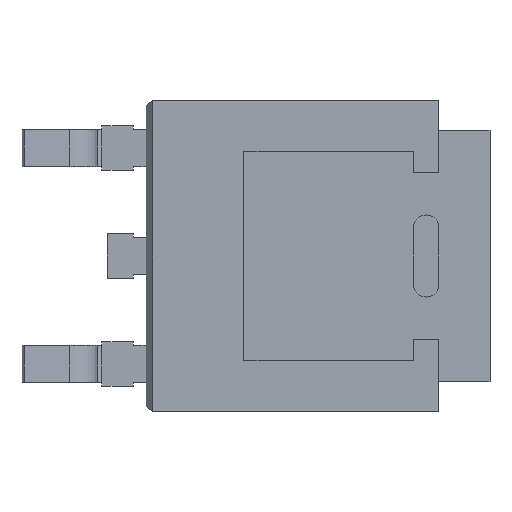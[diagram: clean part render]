
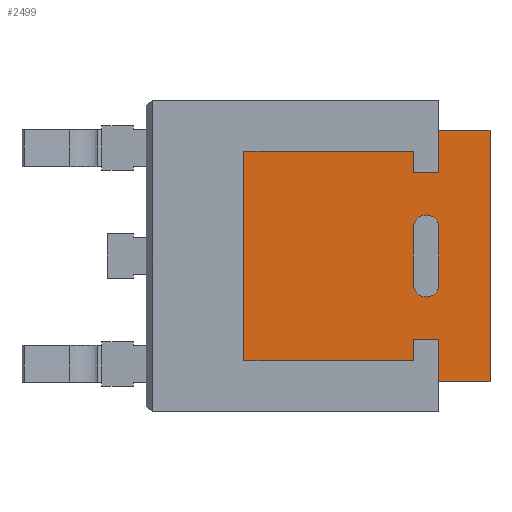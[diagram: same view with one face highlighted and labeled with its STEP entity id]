
A CAD part, front view. The second image highlights one B-rep face of the part: STEP entity #2499.
In plain terms, the highlighted planar face has unit normal (0, -1, 0).
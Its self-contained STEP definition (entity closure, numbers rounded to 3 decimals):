
#45 = VERTEX_POINT ( 'NONE', #2059 ) ;
#47 = CARTESIAN_POINT ( 'NONE',  ( 3.335, 0., -2.22 ) ) ;
#75 = ORIENTED_EDGE ( 'NONE', *, *, #639, .F. ) ;
#82 = CARTESIAN_POINT ( 'NONE',  ( 3.875, 0., 1.775 ) ) ;
#101 = CARTESIAN_POINT ( 'NONE',  ( 3.335, 0., 1.775 ) ) ;
#124 = AXIS2_PLACEMENT_3D ( 'NONE', #2423, #2840, #1044 ) ;
#142 = CARTESIAN_POINT ( 'NONE',  ( 3.875, 0., 2.665 ) ) ;
#207 = EDGE_LOOP ( 'NONE', ( #2548, #561, #1827, #1585, #2598 ) ) ;
#209 = LINE ( 'NONE', #2951, #535 ) ;
#234 = VERTEX_POINT ( 'NONE', #82 ) ;
#286 = EDGE_CURVE ( 'NONE', #45, #2209, #209, .T. ) ;
#288 = ORIENTED_EDGE ( 'NONE', *, *, #1285, .F. ) ;
#318 = VERTEX_POINT ( 'NONE', #1800 ) ;
#342 = PLANE ( 'NONE',  #124 ) ;
#364 = CARTESIAN_POINT ( 'NONE',  ( 4.955, 0., 2.665 ) ) ;
#380 = DIRECTION ( 'NONE',  ( 1., 0., 0. ) ) ;
#387 = ORIENTED_EDGE ( 'NONE', *, *, #1206, .F. ) ;
#393 = CARTESIAN_POINT ( 'NONE',  ( 3.875, 0., -1.775 ) ) ;
#426 = CIRCLE ( 'NONE', #2101, 0.27 ) ;
#445 = CARTESIAN_POINT ( 'NONE',  ( 3.875, 0., -0.6 ) ) ;
#466 = CIRCLE ( 'NONE', #838, 0.27 ) ;
#483 = CARTESIAN_POINT ( 'NONE',  ( 3.605, 0., 0.6 ) ) ;
#535 = VECTOR ( 'NONE', #2012, 1000. ) ;
#561 = ORIENTED_EDGE ( 'NONE', *, *, #2036, .T. ) ;
#585 = VECTOR ( 'NONE', #2860, 1000. ) ;
#598 = LINE ( 'NONE', #364, #657 ) ;
#636 = DIRECTION ( 'NONE',  ( -1., 0., 0. ) ) ;
#639 = EDGE_CURVE ( 'NONE', #1722, #1060, #2215, .T. ) ;
#646 = VECTOR ( 'NONE', #1847, 1000. ) ;
#657 = VECTOR ( 'NONE', #2446, 1000. ) ;
#674 = VERTEX_POINT ( 'NONE', #1111 ) ;
#676 = LINE ( 'NONE', #2500, #1512 ) ;
#679 = VECTOR ( 'NONE', #1004, 1000. ) ;
#695 = ORIENTED_EDGE ( 'NONE', *, *, #1190, .F. ) ;
#725 = EDGE_CURVE ( 'NONE', #2209, #318, #676, .T. ) ;
#782 = FACE_BOUND ( 'NONE', #207, .T. ) ;
#788 = VERTEX_POINT ( 'NONE', #2811 ) ;
#811 = EDGE_CURVE ( 'NONE', #2299, #2695, #1539, .T. ) ;
#838 = AXIS2_PLACEMENT_3D ( 'NONE', #2056, #1193, #1637 ) ;
#872 = LINE ( 'NONE', #142, #899 ) ;
#889 = DIRECTION ( 'NONE',  ( 0., 1., 0. ) ) ;
#899 = VECTOR ( 'NONE', #1058, 1000. ) ;
#931 = CARTESIAN_POINT ( 'NONE',  ( 3.875, 0., -0.6 ) ) ;
#942 = LINE ( 'NONE', #101, #646 ) ;
#955 = VECTOR ( 'NONE', #1944, 1000. ) ;
#959 = VECTOR ( 'NONE', #2013, 1000. ) ;
#965 = LINE ( 'NONE', #2343, #679 ) ;
#983 = VERTEX_POINT ( 'NONE', #2902 ) ;
#1004 = DIRECTION ( 'NONE',  ( -1., 0., 0. ) ) ;
#1008 = VERTEX_POINT ( 'NONE', #445 ) ;
#1026 = CARTESIAN_POINT ( 'NONE',  ( 3.335, 0., -1.775 ) ) ;
#1044 = DIRECTION ( 'NONE',  ( 0., 0., 1. ) ) ;
#1058 = DIRECTION ( 'NONE',  ( 0., 0., 1. ) ) ;
#1060 = VERTEX_POINT ( 'NONE', #2430 ) ;
#1085 = DIRECTION ( 'NONE',  ( 0., 1., 0. ) ) ;
#1111 = CARTESIAN_POINT ( 'NONE',  ( 3.605, 0., -0.87 ) ) ;
#1117 = DIRECTION ( 'NONE',  ( 0., 0., 1. ) ) ;
#1135 = LINE ( 'NONE', #2041, #959 ) ;
#1137 = CIRCLE ( 'NONE', #1510, 0.27 ) ;
#1142 = ORIENTED_EDGE ( 'NONE', *, *, #1828, .F. ) ;
#1152 = VERTEX_POINT ( 'NONE', #1259 ) ;
#1153 = VERTEX_POINT ( 'NONE', #2185 ) ;
#1170 = LINE ( 'NONE', #1640, #1742 ) ;
#1190 = EDGE_CURVE ( 'NONE', #788, #234, #2648, .T. ) ;
#1193 = DIRECTION ( 'NONE',  ( 0., 1., 0. ) ) ;
#1206 = EDGE_CURVE ( 'NONE', #1152, #2606, #598, .T. ) ;
#1234 = VECTOR ( 'NONE', #380, 1000. ) ;
#1235 = EDGE_CURVE ( 'NONE', #1008, #674, #426, .T. ) ;
#1238 = LINE ( 'NONE', #1026, #1351 ) ;
#1259 = CARTESIAN_POINT ( 'NONE',  ( 4.955, 0., 2.665 ) ) ;
#1263 = ORIENTED_EDGE ( 'NONE', *, *, #725, .F. ) ;
#1285 = EDGE_CURVE ( 'NONE', #2606, #45, #1318, .T. ) ;
#1302 = CARTESIAN_POINT ( 'NONE',  ( -0.255, 0., -2.22 ) ) ;
#1317 = VERTEX_POINT ( 'NONE', #1302 ) ;
#1318 = LINE ( 'NONE', #2005, #955 ) ;
#1343 = VERTEX_POINT ( 'NONE', #47 ) ;
#1351 = VECTOR ( 'NONE', #2153, 1000. ) ;
#1362 = DIRECTION ( 'NONE',  ( 0., 0., 1. ) ) ;
#1437 = DIRECTION ( 'NONE',  ( 0., 0., 1. ) ) ;
#1510 = AXIS2_PLACEMENT_3D ( 'NONE', #483, #889, #1362 ) ;
#1512 = VECTOR ( 'NONE', #636, 1000. ) ;
#1539 = LINE ( 'NONE', #2238, #1859 ) ;
#1544 = EDGE_CURVE ( 'NONE', #1317, #1722, #1170, .T. ) ;
#1585 = ORIENTED_EDGE ( 'NONE', *, *, #2276, .T. ) ;
#1594 = DIRECTION ( 'NONE',  ( 0., 0., 1. ) ) ;
#1637 = DIRECTION ( 'NONE',  ( 0., 0., 1. ) ) ;
#1640 = CARTESIAN_POINT ( 'NONE',  ( -0.255, 0., -2.22 ) ) ;
#1647 = LINE ( 'NONE', #931, #2516 ) ;
#1695 = ORIENTED_EDGE ( 'NONE', *, *, #1544, .F. ) ;
#1722 = VERTEX_POINT ( 'NONE', #2592 ) ;
#1742 = VECTOR ( 'NONE', #1437, 1000. ) ;
#1800 = CARTESIAN_POINT ( 'NONE',  ( 3.335, 0., -1.775 ) ) ;
#1810 = ORIENTED_EDGE ( 'NONE', *, *, #2160, .F. ) ;
#1827 = ORIENTED_EDGE ( 'NONE', *, *, #811, .T. ) ;
#1828 = EDGE_CURVE ( 'NONE', #1153, #1152, #1135, .T. ) ;
#1842 = ORIENTED_EDGE ( 'NONE', *, *, #2961, .F. ) ;
#1847 = DIRECTION ( 'NONE',  ( 0., 0., -1. ) ) ;
#1859 = VECTOR ( 'NONE', #1117, 1000. ) ;
#1929 = CARTESIAN_POINT ( 'NONE',  ( 4.955, 0., -2.665 ) ) ;
#1944 = DIRECTION ( 'NONE',  ( -1., 0., 0. ) ) ;
#1991 = EDGE_CURVE ( 'NONE', #1060, #788, #942, .T. ) ;
#2005 = CARTESIAN_POINT ( 'NONE',  ( 4.955, 0., -2.665 ) ) ;
#2012 = DIRECTION ( 'NONE',  ( 0., 0., 1. ) ) ;
#2013 = DIRECTION ( 'NONE',  ( 1., 0., 0. ) ) ;
#2020 = CARTESIAN_POINT ( 'NONE',  ( 3.335, 0., 0.6 ) ) ;
#2036 = EDGE_CURVE ( 'NONE', #674, #2299, #466, .T. ) ;
#2041 = CARTESIAN_POINT ( 'NONE',  ( 4.955, 0., 2.665 ) ) ;
#2056 = CARTESIAN_POINT ( 'NONE',  ( 3.605, 0., -0.6 ) ) ;
#2059 = CARTESIAN_POINT ( 'NONE',  ( 3.875, 0., -2.665 ) ) ;
#2077 = EDGE_CURVE ( 'NONE', #983, #1008, #1647, .T. ) ;
#2101 = AXIS2_PLACEMENT_3D ( 'NONE', #2257, #1085, #1594 ) ;
#2153 = DIRECTION ( 'NONE',  ( 0., 0., -1. ) ) ;
#2160 = EDGE_CURVE ( 'NONE', #234, #1153, #872, .T. ) ;
#2185 = CARTESIAN_POINT ( 'NONE',  ( 3.875, 0., 2.665 ) ) ;
#2209 = VERTEX_POINT ( 'NONE', #393 ) ;
#2215 = LINE ( 'NONE', #2230, #585 ) ;
#2230 = CARTESIAN_POINT ( 'NONE',  ( 3.335, 0., 2.22 ) ) ;
#2238 = CARTESIAN_POINT ( 'NONE',  ( 3.335, 0., -0.6 ) ) ;
#2248 = CARTESIAN_POINT ( 'NONE',  ( 3.335, 0., -0.6 ) ) ;
#2257 = CARTESIAN_POINT ( 'NONE',  ( 3.605, 0., -0.6 ) ) ;
#2276 = EDGE_CURVE ( 'NONE', #2695, #983, #1137, .T. ) ;
#2299 = VERTEX_POINT ( 'NONE', #2248 ) ;
#2343 = CARTESIAN_POINT ( 'NONE',  ( 3.335, 0., -2.22 ) ) ;
#2405 = CARTESIAN_POINT ( 'NONE',  ( 3.875, 0., 1.775 ) ) ;
#2414 = ORIENTED_EDGE ( 'NONE', *, *, #1991, .F. ) ;
#2423 = CARTESIAN_POINT ( 'NONE',  ( 0., 0., 0. ) ) ;
#2430 = CARTESIAN_POINT ( 'NONE',  ( 3.335, 0., 2.22 ) ) ;
#2446 = DIRECTION ( 'NONE',  ( 0., 0., -1. ) ) ;
#2499 = ADVANCED_FACE ( 'NONE', ( #2874, #782 ), #342, .F. ) ;
#2500 = CARTESIAN_POINT ( 'NONE',  ( 3.875, 0., -1.775 ) ) ;
#2516 = VECTOR ( 'NONE', #2557, 1000. ) ;
#2548 = ORIENTED_EDGE ( 'NONE', *, *, #1235, .T. ) ;
#2557 = DIRECTION ( 'NONE',  ( 0., 0., -1. ) ) ;
#2592 = CARTESIAN_POINT ( 'NONE',  ( -0.255, 0., 2.22 ) ) ;
#2598 = ORIENTED_EDGE ( 'NONE', *, *, #2077, .T. ) ;
#2606 = VERTEX_POINT ( 'NONE', #1929 ) ;
#2648 = LINE ( 'NONE', #2405, #1234 ) ;
#2671 = ORIENTED_EDGE ( 'NONE', *, *, #2740, .F. ) ;
#2695 = VERTEX_POINT ( 'NONE', #2020 ) ;
#2740 = EDGE_CURVE ( 'NONE', #1343, #1317, #965, .T. ) ;
#2811 = CARTESIAN_POINT ( 'NONE',  ( 3.335, 0., 1.775 ) ) ;
#2834 = ORIENTED_EDGE ( 'NONE', *, *, #286, .F. ) ;
#2840 = DIRECTION ( 'NONE',  ( 0., 1., 0. ) ) ;
#2858 = EDGE_LOOP ( 'NONE', ( #288, #387, #1142, #1810, #695, #2414, #75, #1695, #2671, #1842, #1263, #2834 ) ) ;
#2860 = DIRECTION ( 'NONE',  ( 1., 0., 0. ) ) ;
#2874 = FACE_OUTER_BOUND ( 'NONE', #2858, .T. ) ;
#2902 = CARTESIAN_POINT ( 'NONE',  ( 3.875, 0., 0.6 ) ) ;
#2951 = CARTESIAN_POINT ( 'NONE',  ( 3.875, 0., -2.665 ) ) ;
#2961 = EDGE_CURVE ( 'NONE', #318, #1343, #1238, .T. ) ;
